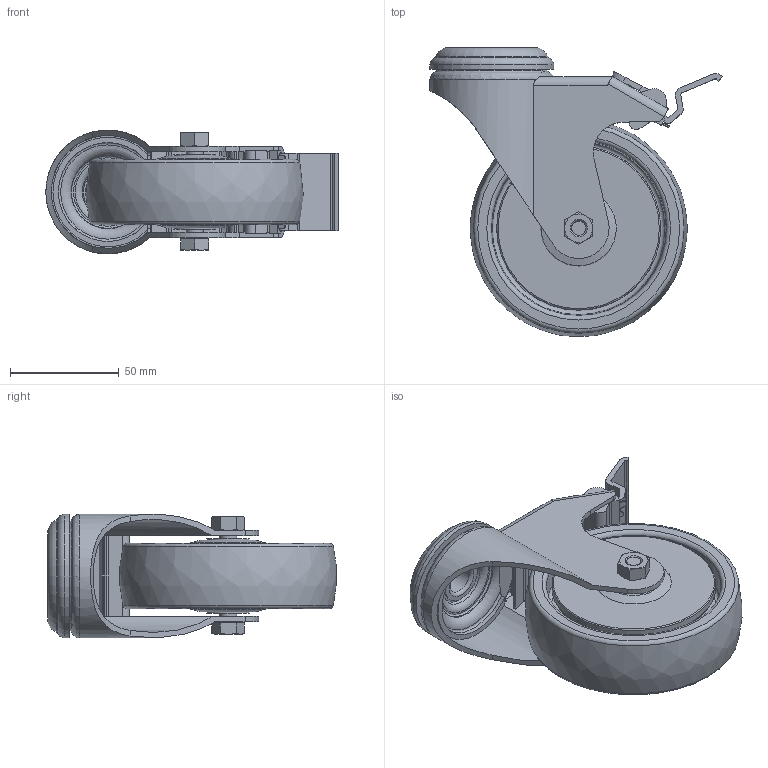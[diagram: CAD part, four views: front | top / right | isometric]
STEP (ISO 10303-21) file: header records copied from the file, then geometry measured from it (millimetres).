
FILE_DESCRIPTION(('FreeCAD Model'),'2;1');
FILE_NAME('Open CASCADE Shape Model','2025-12-08T09:05:40',(''),(''), 'Open CASCADE STEP processor 7.8','FreeCAD','Unknown');
FILE_SCHEMA(('AUTOMOTIVE_DESIGN { 1 0 10303 214 1 1 1 1 }'));
Length unit declared in the file: millimetre
Products named in the file (6): ST-R100; ST-R101; ST-R102; ST-R103; ST-R104; ST-R105
Assembly tree (6 placements, depth 2):
  ST-R100
    ST-R101
    ST-R102
    ST-R103
    ST-R104
    ST-R105  x2
Bounding box: 134.5 x 132.92 x 57 mm (x, y, z)
Volume: 248169 mm3; surface area: 93022.8 mm2
Topology: 6 solids, 6 shells, 310 faces, 800 edges, 511 vertices
Faces by surface type: plane 157, cylinder 75, cone 43, torus 34, revolution 1
Full cylindrical faces by diameter (mm): 6.647 x1, 8 x1, 8.2 x1, 8.5 x2, 13 x2, 16 x2, 19.5 x2, 20.45 x1, 29 x1, 57 x1, 75.2 x2
Entity records: 9688 total; most frequent: CARTESIAN_POINT 2134, ORIENTED_EDGE 1580, DIRECTION 1524, EDGE_CURVE 790, AXIS2_PLACEMENT_3D 576, VERTEX_POINT 505, LINE 371, VECTOR 371
